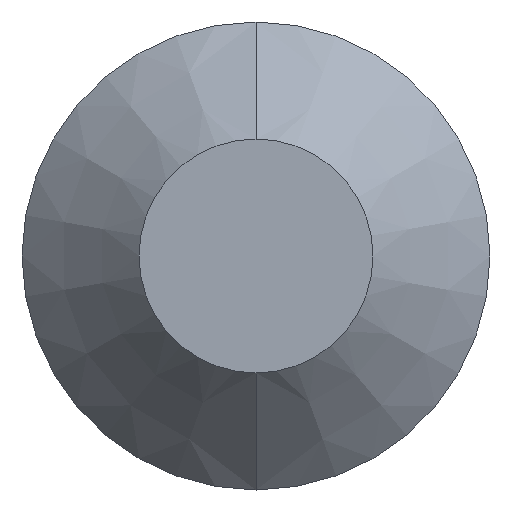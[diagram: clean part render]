
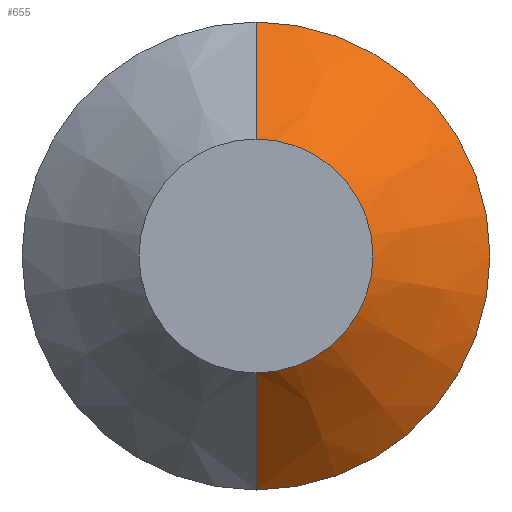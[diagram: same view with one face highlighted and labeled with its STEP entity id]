
A CAD part, front view. The second image highlights one B-rep face of the part: STEP entity #655.
In plain terms, the highlighted conical face has half-angle 45 degrees and reference radius 6 mm.
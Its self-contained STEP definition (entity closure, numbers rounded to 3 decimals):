
#1 = DIRECTION ( 'NONE',  ( 0., 0., 1. ) ) ;
#2 = DIRECTION ( 'NONE',  ( 0., 1., 0. ) ) ;
#3 = CARTESIAN_POINT ( 'NONE',  ( 0., -3.3, 0. ) ) ;
#4 = DIRECTION ( 'NONE',  ( 0., 0.707, -0.707 ) ) ;
#5 = CARTESIAN_POINT ( 'NONE',  ( 0., -0.3, -6. ) ) ;
#16 = DIRECTION ( 'NONE',  ( 0., 0.707, 0.707 ) ) ;
#17 = CARTESIAN_POINT ( 'NONE',  ( 0., -0.3, 6. ) ) ;
#87 = VERTEX_POINT ( 'NONE', #572 ) ;
#106 = CIRCLE ( 'NONE', #155, 6. ) ;
#116 = VECTOR ( 'NONE', #4, 1000. ) ;
#153 = CIRCLE ( 'NONE', #170, 3. ) ;
#155 = AXIS2_PLACEMENT_3D ( 'NONE', #557, #556, #555 ) ;
#170 = AXIS2_PLACEMENT_3D ( 'NONE', #3, #2, #1 ) ;
#177 = VECTOR ( 'NONE', #16, 1000. ) ;
#254 = DIRECTION ( 'NONE',  ( 0., 0., 1. ) ) ;
#255 = DIRECTION ( 'NONE',  ( 0., 1., 0. ) ) ;
#256 = CARTESIAN_POINT ( 'NONE',  ( 0., -0.3, 0. ) ) ;
#367 = ORIENTED_EDGE ( 'NONE', *, *, #598, .F. ) ;
#376 = ORIENTED_EDGE ( 'NONE', *, *, #580, .F. ) ;
#378 = ORIENTED_EDGE ( 'NONE', *, *, #603, .T. ) ;
#381 = EDGE_LOOP ( 'NONE', ( #705, #378, #376, #367 ) ) ;
#412 = VERTEX_POINT ( 'NONE', #568 ) ;
#413 = VERTEX_POINT ( 'NONE', #567 ) ;
#416 = VERTEX_POINT ( 'NONE', #564 ) ;
#543 = AXIS2_PLACEMENT_3D ( 'NONE', #256, #255, #254 ) ;
#552 = CONICAL_SURFACE ( 'NONE', #543, 6., 0.785 ) ;
#555 = DIRECTION ( 'NONE',  ( 0., 0., 1. ) ) ;
#556 = DIRECTION ( 'NONE',  ( 0., 1., 0. ) ) ;
#557 = CARTESIAN_POINT ( 'NONE',  ( 0., -0.3, 0. ) ) ;
#564 = CARTESIAN_POINT ( 'NONE',  ( 0., -0.3, -6. ) ) ;
#567 = CARTESIAN_POINT ( 'NONE',  ( 0., -0.3, 6. ) ) ;
#568 = CARTESIAN_POINT ( 'NONE',  ( 0., -3.3, 3. ) ) ;
#572 = CARTESIAN_POINT ( 'NONE',  ( 0., -3.3, -3. ) ) ;
#580 = EDGE_CURVE ( 'NONE', #413, #416, #106, .T. ) ;
#598 = EDGE_CURVE ( 'NONE', #412, #413, #788, .T. ) ;
#603 = EDGE_CURVE ( 'NONE', #87, #416, #791, .T. ) ;
#604 = EDGE_CURVE ( 'NONE', #412, #87, #153, .T. ) ;
#655 = ADVANCED_FACE ( 'NONE', ( #829 ), #552, .T. ) ;
#705 = ORIENTED_EDGE ( 'NONE', *, *, #604, .T. ) ;
#788 = LINE ( 'NONE', #17, #177 ) ;
#791 = LINE ( 'NONE', #5, #116 ) ;
#829 = FACE_OUTER_BOUND ( 'NONE', #381, .T. ) ;
